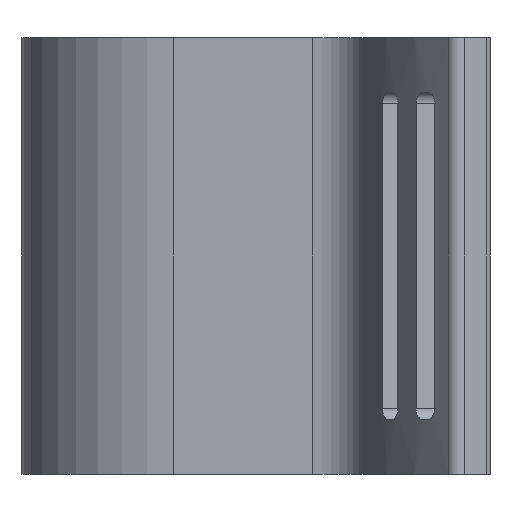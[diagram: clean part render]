
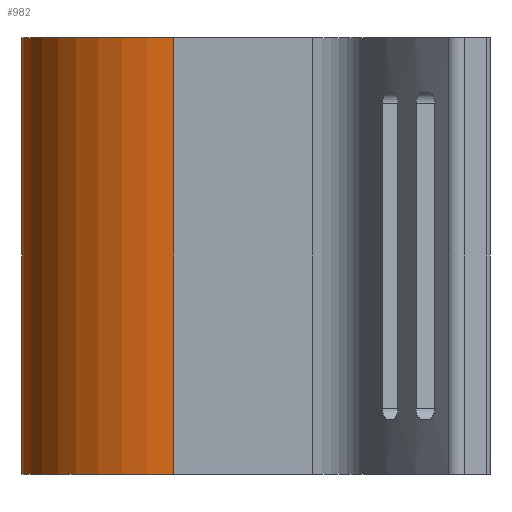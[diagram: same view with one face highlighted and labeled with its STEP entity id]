
A CAD part, left-side view. The second image highlights one B-rep face of the part: STEP entity #982.
In plain terms, the highlighted cylindrical face has radius 13.9 mm (diameter 27.8 mm), a partial arc.
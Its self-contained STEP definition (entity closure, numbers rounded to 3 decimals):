
#129=FACE_OUTER_BOUND('',#188,.T.);
#188=EDGE_LOOP('',(#867,#868,#869,#870));
#238=LINE('',#1672,#310);
#264=LINE('',#1919,#336);
#310=VECTOR('',#1252,10.);
#336=VECTOR('',#1334,10.);
#357=CIRCLE('',#1038,13.9);
#376=CIRCLE('',#1086,13.9);
#425=VERTEX_POINT('',#1622);
#426=VERTEX_POINT('',#1624);
#440=VERTEX_POINT('',#1670);
#473=VERTEX_POINT('',#1918);
#539=EDGE_CURVE('',#425,#426,#357,.T.);
#563=EDGE_CURVE('',#440,#425,#238,.T.);
#614=EDGE_CURVE('',#473,#426,#264,.T.);
#616=EDGE_CURVE('',#440,#473,#376,.T.);
#867=ORIENTED_EDGE('',*,*,#616,.T.);
#868=ORIENTED_EDGE('',*,*,#614,.T.);
#869=ORIENTED_EDGE('',*,*,#539,.F.);
#870=ORIENTED_EDGE('',*,*,#563,.F.);
#932=CYLINDRICAL_SURFACE('',#1085,13.9);
#982=ADVANCED_FACE('',(#129),#932,.T.);
#1038=AXIS2_PLACEMENT_3D('',#1625,#1200,#1201);
#1085=AXIS2_PLACEMENT_3D('',#1921,#1336,#1337);
#1086=AXIS2_PLACEMENT_3D('',#1922,#1338,#1339);
#1200=DIRECTION('center_axis',(0.,0.,1.));
#1201=DIRECTION('ref_axis',(1.,0.,0.));
#1252=DIRECTION('',(0.,0.,1.));
#1334=DIRECTION('',(0.,0.,1.));
#1336=DIRECTION('center_axis',(0.,0.,1.));
#1337=DIRECTION('ref_axis',(1.,0.,0.));
#1338=DIRECTION('center_axis',(0.,0.,1.));
#1339=DIRECTION('ref_axis',(1.,0.,0.));
#1622=CARTESIAN_POINT('',(13.9,0.,40.));
#1624=CARTESIAN_POINT('',(-13.9,0.,40.));
#1625=CARTESIAN_POINT('Origin',(0.,0.,40.));
#1670=CARTESIAN_POINT('',(13.9,0.,0.));
#1672=CARTESIAN_POINT('',(13.9,0.,0.));
#1918=CARTESIAN_POINT('',(-13.9,0.,0.));
#1919=CARTESIAN_POINT('',(-13.9,0.,0.));
#1921=CARTESIAN_POINT('Origin',(0.,0.,0.));
#1922=CARTESIAN_POINT('Origin',(0.,0.,0.));
